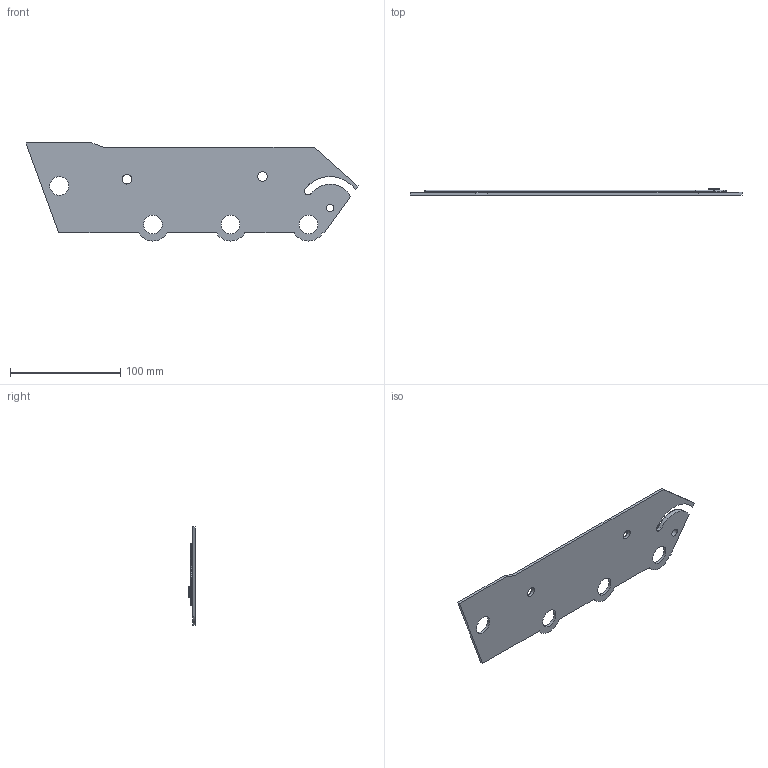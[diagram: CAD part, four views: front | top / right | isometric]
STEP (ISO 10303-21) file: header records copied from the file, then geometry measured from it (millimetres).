
FILE_DESCRIPTION(('STEP AP203'), '1');
FILE_NAME('êðûøêà áîêîâîé ïàíåëè', '', ('UNSPECIFIED'), ('UNSPECIFIED'), 'C3D Converter', 'C3D Toolkit', '');
FILE_SCHEMA(('CONFIG_CONTROL_DESIGN'));
Length unit declared in the file: millimetre
Bounding box: 301.46 x 6 x 89 mm (x, y, z)
Volume: 76487.2 mm3; surface area: 44262.8 mm2
Topology: 1 solids, 1 shells, 68 faces, 171 edges, 107 vertices
Faces by surface type: cylinder 29, plane 26, torus 11, bspline 2
Full cylindrical faces by diameter (mm): 7 x1, 8.5 x2, 9.7 x2, 17 x4
Entity records: 2750 total; most frequent: CARTESIAN_POINT 1102, DIRECTION 331, ORIENTED_EDGE 318, EDGE_CURVE 159, AXIS2_PLACEMENT_3D 126, VERTEX_POINT 107, EDGE_LOOP 96, LINE 79
